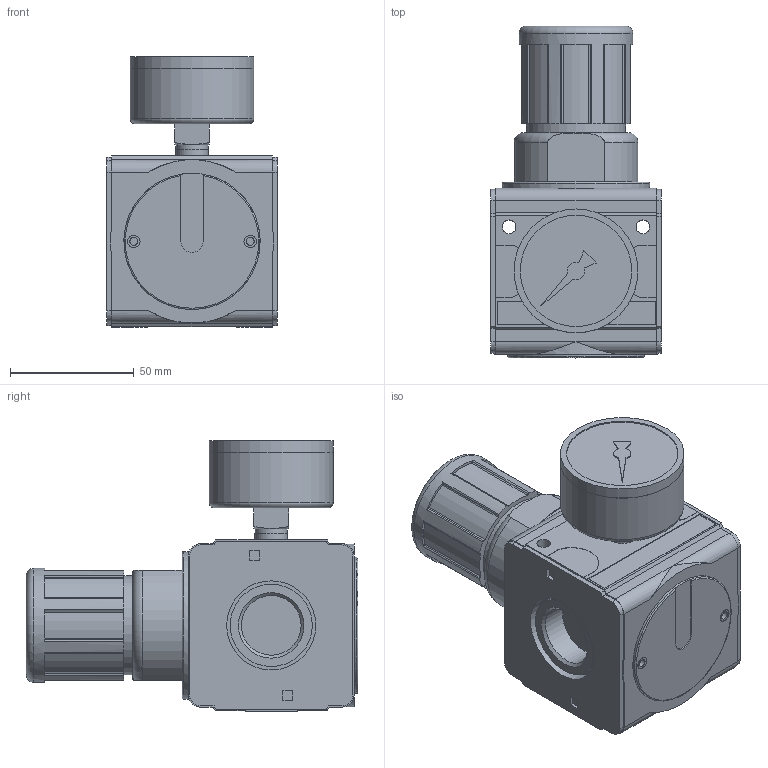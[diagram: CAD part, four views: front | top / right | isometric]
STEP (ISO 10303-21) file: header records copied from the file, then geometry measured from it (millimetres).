
FILE_DESCRIPTION( ( 'STEP AP203' ), ' ' );
FILE_NAME( '9.1734.002.stp', '2017-04-11T12:59:21', ( '' ), ( '' ), ' ', 'PARTsolutions', ' ' );
FILE_SCHEMA( ( 'CONFIG_CONTROL_DESIGN' ) );
Length unit declared in the file: millimetre
Products named in the file (3): 9.1734.002; _R 34 - 3-00000-G; _R 34 - 3-2
Assembly tree (2 placements, depth 2):
  9.1734.002
    _R 34 - 3-00000-G
    _R 34 - 3-2
Bounding box: 68.8 x 134 x 109.1 mm (x, y, z)
Volume: 462394.4 mm3; surface area: 52371.3 mm2
Topology: 2 solids, 2 shells, 258 faces, 649 edges, 427 vertices
Faces by surface type: plane 152, cylinder 91, cone 8, torus 7
Full cylindrical faces by diameter (mm): 3.2 x2, 5 x2, 5.5 x2, 11.445 x1, 13 x1, 13.157 x1, 24.117 x2, 28.6 x1, 33 x1, 33.2 x1, 36 x2, 40 x1, 45 x1, 46 x1, 49.96 x1, 50 x2, 55 x1, 59.5 x1
Entity records: 7777 total; most frequent: CARTESIAN_POINT 1495, DIRECTION 1325, ORIENTED_EDGE 1204, EDGE_CURVE 602, AXIS2_PLACEMENT_3D 476, VERTEX_POINT 416, LINE 373, VECTOR 373
